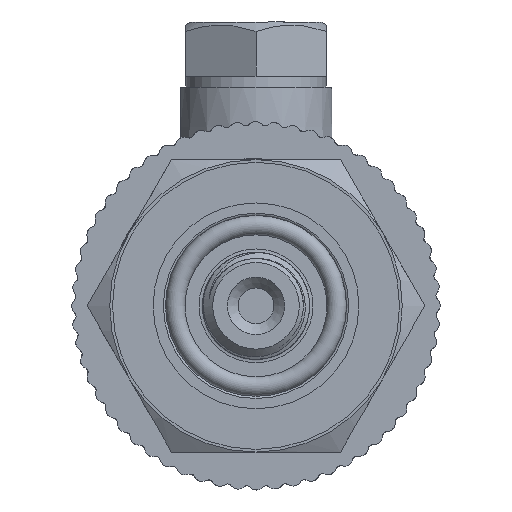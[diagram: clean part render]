
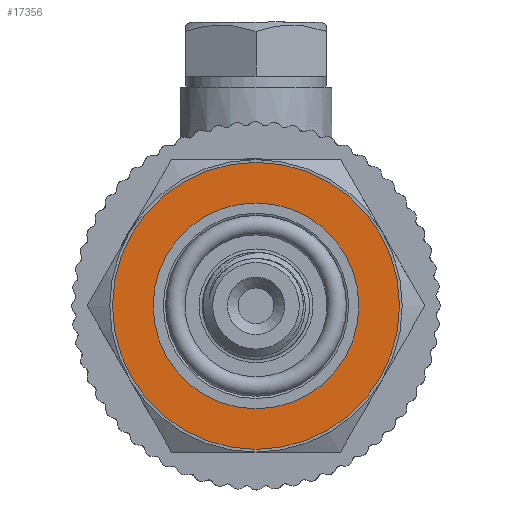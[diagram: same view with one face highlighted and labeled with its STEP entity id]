
A CAD part, left-side view. The second image highlights one B-rep face of the part: STEP entity #17356.
In plain terms, the highlighted planar face has unit normal (-1, 0, 0).
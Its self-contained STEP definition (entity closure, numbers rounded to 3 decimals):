
#653=PLANE('',#18241);
#821=FACE_BOUND('',#2275,.T.);
#1254=FACE_OUTER_BOUND('',#2274,.T.);
#2274=EDGE_LOOP('',(#12978));
#2275=EDGE_LOOP('',(#12979));
#3018=CIRCLE('',#18219,13.25);
#3029=CIRCLE('',#18240,9.5);
#7130=VERTEX_POINT('',#30776);
#7143=VERTEX_POINT('',#32407);
#9278=EDGE_CURVE('',#7130,#7130,#3018,.T.);
#9305=EDGE_CURVE('',#7143,#7143,#3029,.T.);
#12978=ORIENTED_EDGE('',*,*,#9278,.T.);
#12979=ORIENTED_EDGE('',*,*,#9305,.T.);
#17356=ADVANCED_FACE('',(#1254,#821),#653,.T.);
#18219=AXIS2_PLACEMENT_3D('',#30777,#19762,#19763);
#18240=AXIS2_PLACEMENT_3D('',#32408,#19807,#19808);
#18241=AXIS2_PLACEMENT_3D('',#32410,#19810,#19811);
#19762=DIRECTION('center_axis',(-1.,0.,0.));
#19763=DIRECTION('ref_axis',(0.,1.,0.));
#19807=DIRECTION('center_axis',(1.,0.,0.));
#19808=DIRECTION('ref_axis',(0.,0.,-1.));
#19810=DIRECTION('center_axis',(-1.,0.,0.));
#19811=DIRECTION('ref_axis',(0.,0.,1.));
#30776=CARTESIAN_POINT('',(-48.,-13.25,0.));
#30777=CARTESIAN_POINT('Origin',(-48.,0.,0.));
#32407=CARTESIAN_POINT('',(-48.,-9.5,0.));
#32408=CARTESIAN_POINT('Origin',(-48.,0.,0.));
#32410=CARTESIAN_POINT('Origin',(-48.,13.5,0.));
